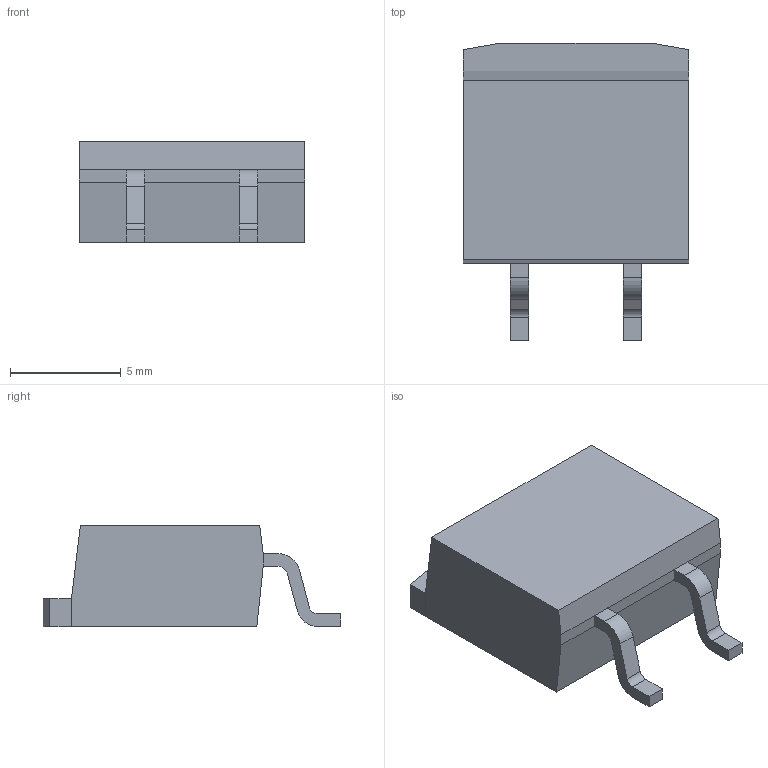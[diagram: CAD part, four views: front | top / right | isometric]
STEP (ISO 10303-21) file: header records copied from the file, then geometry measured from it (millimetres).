
FILE_DESCRIPTION(('FreeCAD Model'),'2;1');
FILE_NAME('D2PAK(TO-263-2L).stp','2018-12-01T11:33:53',('Author'),(''), 'Open CASCADE STEP processor 7.2','FreeCAD','Unknown');
FILE_SCHEMA(('AUTOMOTIVE_DESIGN { 1 0 10303 214 1 1 1 1 }'));
Length unit declared in the file: millimetre
Products named in the file (1): D2PAK(TO-263-2L)
Bounding box: 10.16 x 13.4 x 4.57 mm (x, y, z)
Volume: 411.1 mm3; surface area: 504.5 mm2
Topology: 4 solids, 4 shells, 54 faces, 136 edges, 90 vertices
Faces by surface type: plane 46, cylinder 8
Entity records: 3784 total; most frequent: CARTESIAN_POINT 613, DIRECTION 524, LINE 376, VECTOR 376, ORIENTED_EDGE 272, PCURVE 272, DEFINITIONAL_REPRESENTATION 272, EDGE_CURVE 136
